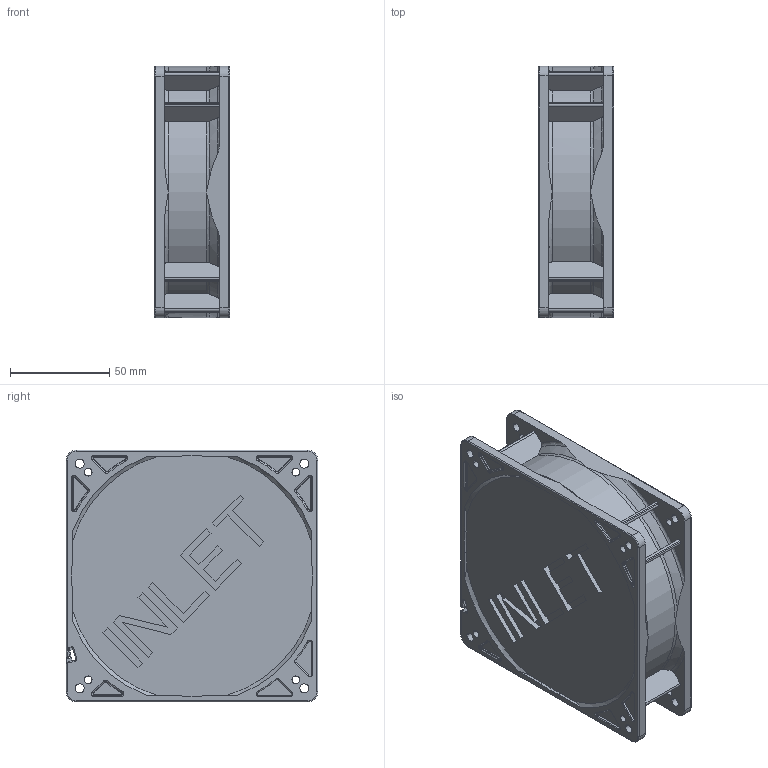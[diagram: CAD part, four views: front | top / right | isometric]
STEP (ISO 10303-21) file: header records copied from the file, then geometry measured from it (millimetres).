
FILE_DESCRIPTION((''),'2;1');
FILE_NAME('FRAME','2015-03-23T',('DANCY.ZHOU'),(''),'PRO/ENGINEER BY PARAMETRIC TECHNOLOGY CORPORATION, 2012480','PRO/ENGINEER BY PARAMETRIC TECHNOLOGY CORPORATION, 2012480','');
FILE_SCHEMA(('CONFIG_CONTROL_DESIGN'));
Length unit declared in the file: millimetre
Products named in the file (1): FRAME
Bounding box: 38 x 127 x 127 mm (x, y, z)
Volume: 487731.5 mm3; surface area: 63225.2 mm2
Topology: 1 solids, 1 shells, 851 faces, 2280 edges, 1449 vertices
Faces by surface type: plane 321, cylinder 298, torus 141, bspline 57, cone 21, sphere 13
Entity records: 29874 total; most frequent: CARTESIAN_POINT 8598, ORIENTED_EDGE 4538, DIRECTION 4451, EDGE_CURVE 2269, AXIS2_PLACEMENT_3D 1674, VERTEX_POINT 1449, VECTOR 1103, LINE 1103
